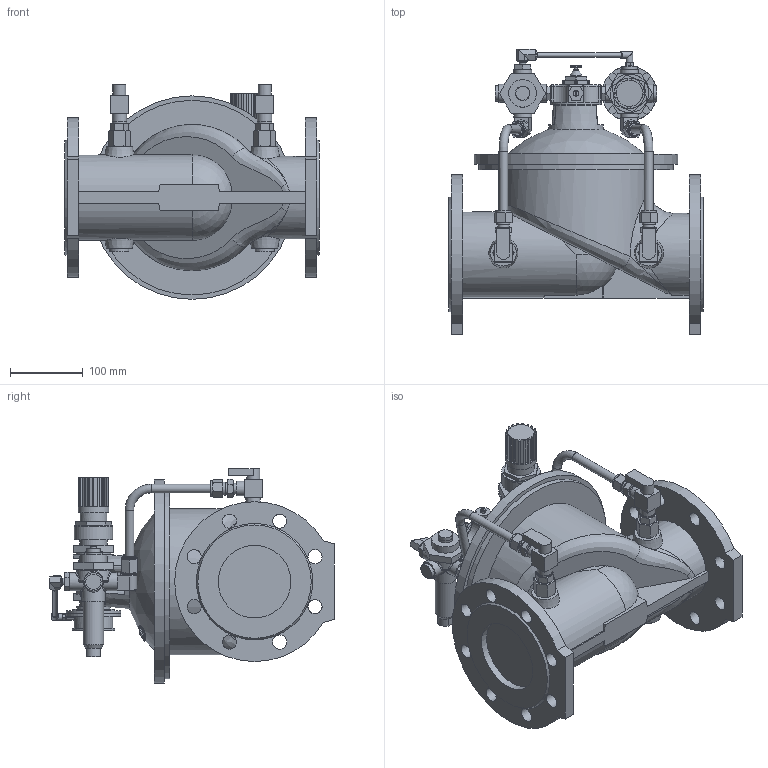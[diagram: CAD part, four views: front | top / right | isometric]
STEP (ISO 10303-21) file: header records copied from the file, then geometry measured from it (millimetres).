
FILE_DESCRIPTION (( 'STEP AP203' ), '1' );
FILE_NAME ('O_859_10_DN100_114XX10_AA0_step.step', '2017-01-09T07:09:57', ( 'Windows User' ), ( 'AVK' ), 'SwSTEP 2.0', 'SolidWorks 2012', '' );
FILE_SCHEMA (( 'CONFIG_CONTROL_DESIGN' ));
Products named in the file (1): O_859_10_DN100_114XX10_AA0_step
Bounding box: 350 x 392.2 x 295.5 mm (x, y, z)
Volume: 9792588 mm3; surface area: 611873.9 mm2
Topology: 1 solids, 1 shells, 1102 faces, 2718 edges, 1699 vertices
Faces by surface type: plane 566, cylinder 224, cone 163, bspline 71, torus 45, sphere 33
Full cylindrical faces by diameter (mm): 4 x1, 6 x1, 7 x1, 7.7 x2, 9 x2, 9.7 x1, 12 x4, 14 x1, 15.002 x2, 16 x5, 18 x6, 19 x1, 19.5 x16, 19.6 x2, 20 x7, 21 x5, 24 x2, 25 x8, 26 x2, 28 x1, 32 x2, 37 x1, 38 x3, 40 x1, 42 x1, 46 x3, 48 x3, 53 x3, 58 x1, 70 x1
Entity records: 39924 total; most frequent: CARTESIAN_POINT 15273, DIRECTION 5060, ORIENTED_EDGE 4994, EDGE_CURVE 2497, AXIS2_PLACEMENT_3D 1986, VERTEX_POINT 1622, EDGE_LOOP 1365, FACE_OUTER_BOUND 1216
